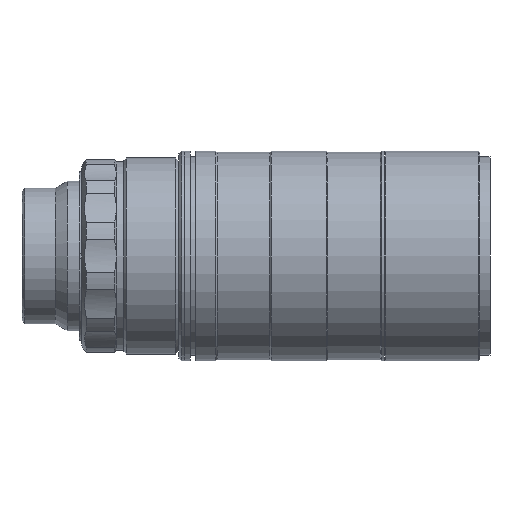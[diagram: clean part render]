
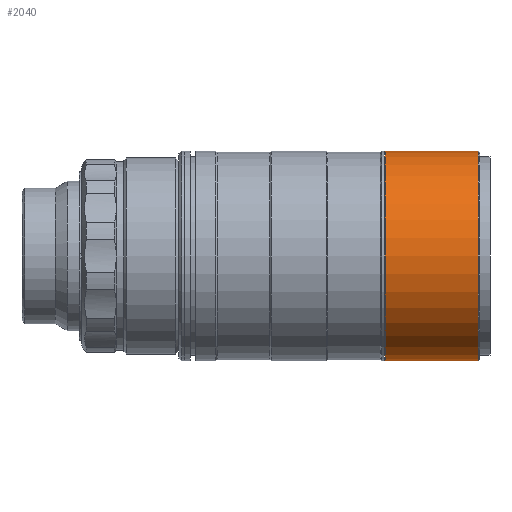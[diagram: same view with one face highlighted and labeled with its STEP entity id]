
A CAD part, front view. The second image highlights one B-rep face of the part: STEP entity #2040.
In plain terms, the highlighted cylindrical face has radius 38 mm (diameter 76 mm), a partial arc.
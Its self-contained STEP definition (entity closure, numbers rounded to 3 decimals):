
#130 = ORIENTED_EDGE ( 'NONE', *, *, #2803, .F. ) ;
#218 = DIRECTION ( 'NONE',  ( -1., 0., 0. ) ) ;
#573 = DIRECTION ( 'NONE',  ( -1., 0., 0. ) ) ;
#751 = DIRECTION ( 'NONE',  ( 0., 0., 1. ) ) ;
#762 = CARTESIAN_POINT ( 'NONE',  ( -7.06, 0., 38. ) ) ;
#798 = CARTESIAN_POINT ( 'NONE',  ( -40.76, 0., -38. ) ) ;
#908 = LINE ( 'NONE', #2323, #4304 ) ;
#1140 = CARTESIAN_POINT ( 'NONE',  ( -35.76, 0., 0. ) ) ;
#1270 = DIRECTION ( 'NONE',  ( -1., 0., 0. ) ) ;
#1292 = DIRECTION ( 'NONE',  ( 0., 0., 1. ) ) ;
#1365 = FACE_OUTER_BOUND ( 'NONE', #1718, .T. ) ;
#1510 = DIRECTION ( 'NONE',  ( -1., 0., 0. ) ) ;
#1683 = CARTESIAN_POINT ( 'NONE',  ( -40.76, 0., 38. ) ) ;
#1718 = EDGE_LOOP ( 'NONE', ( #3840, #2674, #2801, #130 ) ) ;
#1847 = VERTEX_POINT ( 'NONE', #798 ) ;
#2040 = ADVANCED_FACE ( 'NONE', ( #1365 ), #4180, .T. ) ;
#2313 = LINE ( 'NONE', #4000, #3261 ) ;
#2323 = CARTESIAN_POINT ( 'NONE',  ( -35.76, 0., -38. ) ) ;
#2621 = CARTESIAN_POINT ( 'NONE',  ( -40.76, 0., 0. ) ) ;
#2674 = ORIENTED_EDGE ( 'NONE', *, *, #2879, .T. ) ;
#2678 = AXIS2_PLACEMENT_3D ( 'NONE', #2621, #4020, #4382 ) ;
#2779 = EDGE_CURVE ( 'NONE', #3078, #4452, #2313, .T. ) ;
#2801 = ORIENTED_EDGE ( 'NONE', *, *, #2779, .T. ) ;
#2803 = EDGE_CURVE ( 'NONE', #1847, #4452, #3558, .T. ) ;
#2879 = EDGE_CURVE ( 'NONE', #4497, #3078, #4139, .T. ) ;
#3035 = AXIS2_PLACEMENT_3D ( 'NONE', #3070, #1270, #1292 ) ;
#3070 = CARTESIAN_POINT ( 'NONE',  ( -7.06, 0., 0. ) ) ;
#3078 = VERTEX_POINT ( 'NONE', #762 ) ;
#3261 = VECTOR ( 'NONE', #218, 1000. ) ;
#3434 = CARTESIAN_POINT ( 'NONE',  ( -7.06, 0., -38. ) ) ;
#3558 = CIRCLE ( 'NONE', #2678, 38. ) ;
#3694 = AXIS2_PLACEMENT_3D ( 'NONE', #1140, #1510, #751 ) ;
#3840 = ORIENTED_EDGE ( 'NONE', *, *, #4203, .F. ) ;
#4000 = CARTESIAN_POINT ( 'NONE',  ( -35.76, 0., 38. ) ) ;
#4020 = DIRECTION ( 'NONE',  ( -1., 0., 0. ) ) ;
#4139 = CIRCLE ( 'NONE', #3035, 38. ) ;
#4180 = CYLINDRICAL_SURFACE ( 'NONE', #3694, 38. ) ;
#4203 = EDGE_CURVE ( 'NONE', #4497, #1847, #908, .T. ) ;
#4304 = VECTOR ( 'NONE', #573, 1000. ) ;
#4382 = DIRECTION ( 'NONE',  ( 0., 0., 1. ) ) ;
#4452 = VERTEX_POINT ( 'NONE', #1683 ) ;
#4497 = VERTEX_POINT ( 'NONE', #3434 ) ;
